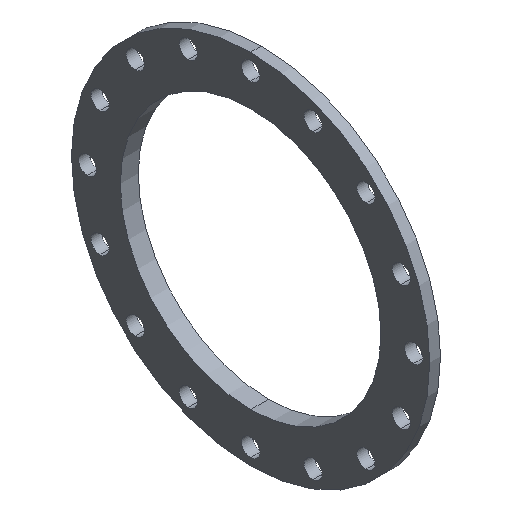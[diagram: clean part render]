
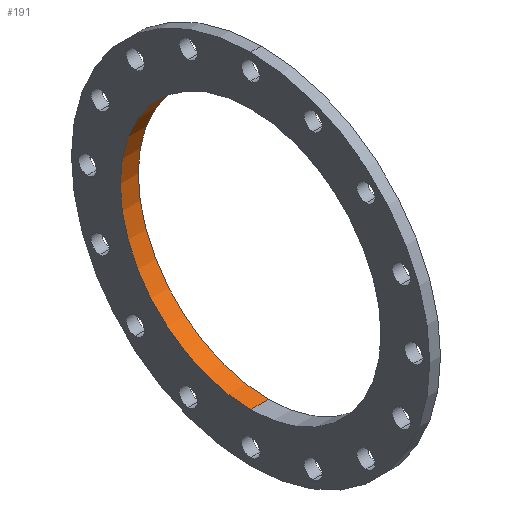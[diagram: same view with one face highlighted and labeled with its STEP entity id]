
A CAD part, isometric view. The second image highlights one B-rep face of the part: STEP entity #191.
In plain terms, the highlighted cylindrical face has radius 230.981 mm (diameter 461.963 mm), a partial arc.
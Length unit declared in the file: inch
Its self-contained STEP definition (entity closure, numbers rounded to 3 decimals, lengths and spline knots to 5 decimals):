
#25 = CYLINDRICAL_SURFACE ( 'NONE', #841, 9.09375 ) ;
#45 = EDGE_CURVE ( 'NONE', #1497, #1095, #129, .T. ) ;
#110 = AXIS2_PLACEMENT_3D ( 'NONE', #274, #1015, #140 ) ;
#114 = CARTESIAN_POINT ( 'NONE',  ( -0.13764, 0., 9.09375 ) ) ;
#129 = LINE ( 'NONE', #860, #406 ) ;
#140 = DIRECTION ( 'NONE',  ( 0., 0., 1. ) ) ;
#191 = ADVANCED_FACE ( 'NONE', ( #779 ), #25, .F. ) ;
#274 = CARTESIAN_POINT ( 'NONE',  ( -0.13764, 0., 0. ) ) ;
#336 = DIRECTION ( 'NONE',  ( -1., 0., 0. ) ) ;
#406 = VECTOR ( 'NONE', #985, 39.37008 ) ;
#455 = CARTESIAN_POINT ( 'NONE',  ( 0., 0., -9.09375 ) ) ;
#526 = CARTESIAN_POINT ( 'NONE',  ( 0., 0., 0. ) ) ;
#544 = EDGE_CURVE ( 'NONE', #1306, #617, #1183, .T. ) ;
#617 = VERTEX_POINT ( 'NONE', #1158 ) ;
#622 = DIRECTION ( 'NONE',  ( 0., 0., 1. ) ) ;
#665 = VECTOR ( 'NONE', #918, 39.37008 ) ;
#713 = EDGE_CURVE ( 'NONE', #1497, #1306, #1252, .T. ) ;
#732 = ORIENTED_EDGE ( 'NONE', *, *, #1541, .T. ) ;
#773 = DIRECTION ( 'NONE',  ( -1., 0., 0. ) ) ;
#779 = FACE_OUTER_BOUND ( 'NONE', #1270, .T. ) ;
#797 = CIRCLE ( 'NONE', #110, 9.09375 ) ;
#841 = AXIS2_PLACEMENT_3D ( 'NONE', #526, #773, #622 ) ;
#858 = CARTESIAN_POINT ( 'NONE',  ( 1.11236, 0., 0. ) ) ;
#860 = CARTESIAN_POINT ( 'NONE',  ( 0., 0., 9.09375 ) ) ;
#918 = DIRECTION ( 'NONE',  ( -1., 0., 0. ) ) ;
#985 = DIRECTION ( 'NONE',  ( -1., 0., 0. ) ) ;
#1015 = DIRECTION ( 'NONE',  ( -1., 0., 0. ) ) ;
#1028 = ORIENTED_EDGE ( 'NONE', *, *, #45, .T. ) ;
#1095 = VERTEX_POINT ( 'NONE', #114 ) ;
#1110 = ORIENTED_EDGE ( 'NONE', *, *, #713, .F. ) ;
#1111 = CARTESIAN_POINT ( 'NONE',  ( 1.11236, 0., 9.09375 ) ) ;
#1158 = CARTESIAN_POINT ( 'NONE',  ( -0.13764, 0., -9.09375 ) ) ;
#1183 = LINE ( 'NONE', #455, #665 ) ;
#1252 = CIRCLE ( 'NONE', #1328, 9.09375 ) ;
#1268 = CARTESIAN_POINT ( 'NONE',  ( 1.11236, 0., -9.09375 ) ) ;
#1270 = EDGE_LOOP ( 'NONE', ( #1540, #1110, #1028, #732 ) ) ;
#1306 = VERTEX_POINT ( 'NONE', #1268 ) ;
#1318 = DIRECTION ( 'NONE',  ( 0., 0., 1. ) ) ;
#1328 = AXIS2_PLACEMENT_3D ( 'NONE', #858, #336, #1318 ) ;
#1497 = VERTEX_POINT ( 'NONE', #1111 ) ;
#1540 = ORIENTED_EDGE ( 'NONE', *, *, #544, .F. ) ;
#1541 = EDGE_CURVE ( 'NONE', #1095, #617, #797, .T. ) ;
